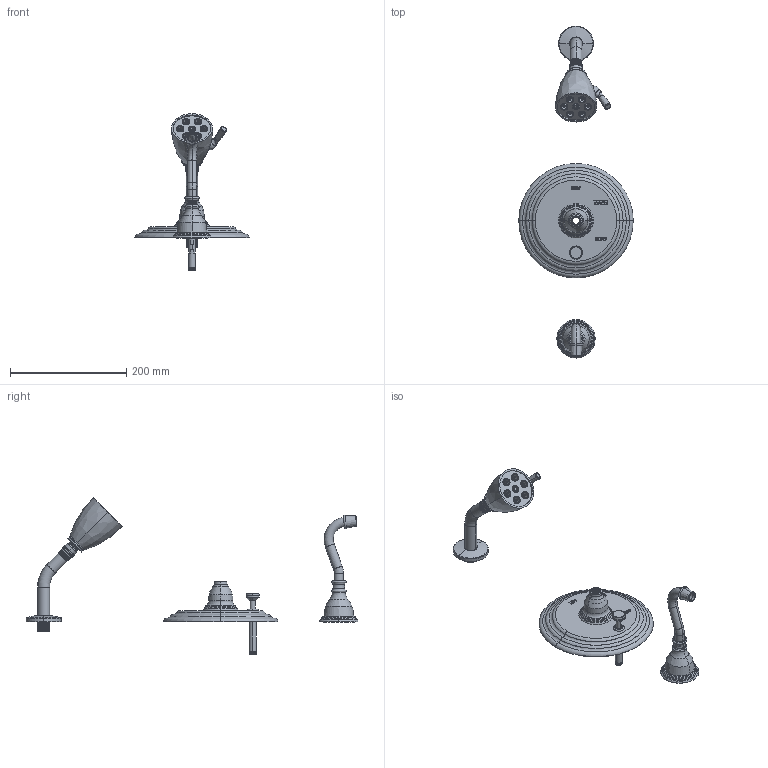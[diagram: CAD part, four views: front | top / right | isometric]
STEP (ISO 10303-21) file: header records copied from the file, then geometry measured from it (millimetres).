
FILE_DESCRIPTION((''),'2;1');
FILE_NAME('3-7302_SW0001','2010-12-08T',('project'),(''),'PRO/ENGINEER BY PARAMETRIC TECHNOLOGY CORPORATION, 2009300','PRO/ENGINEER BY PARAMETRIC TECHNOLOGY CORPORATION, 2009300','');
FILE_SCHEMA(('CONFIG_CONTROL_DESIGN'));
Products named in the file (1): 3-7302_SW0001
Bounding box: 196.85 x 571.25 x 269.33 mm (x, y, z)
Surface area: 184520 mm2 (no closed solid volume)
Topology: 0 solids, 65 shells, 801 faces, 2909 edges, 2084 vertices
Faces by surface type: cylinder 296, plane 201, bspline 115, torus 109, cone 70, sphere 8, extrusion 2
Entity records: 56474 total; most frequent: CARTESIAN_POINT 33252, DIRECTION 4529, ORIENTED_EDGE 4508, EDGE_CURVE 2907, VERTEX_POINT 2084, AXIS2_PLACEMENT_3D 1615, VECTOR 1299, LINE 1297
